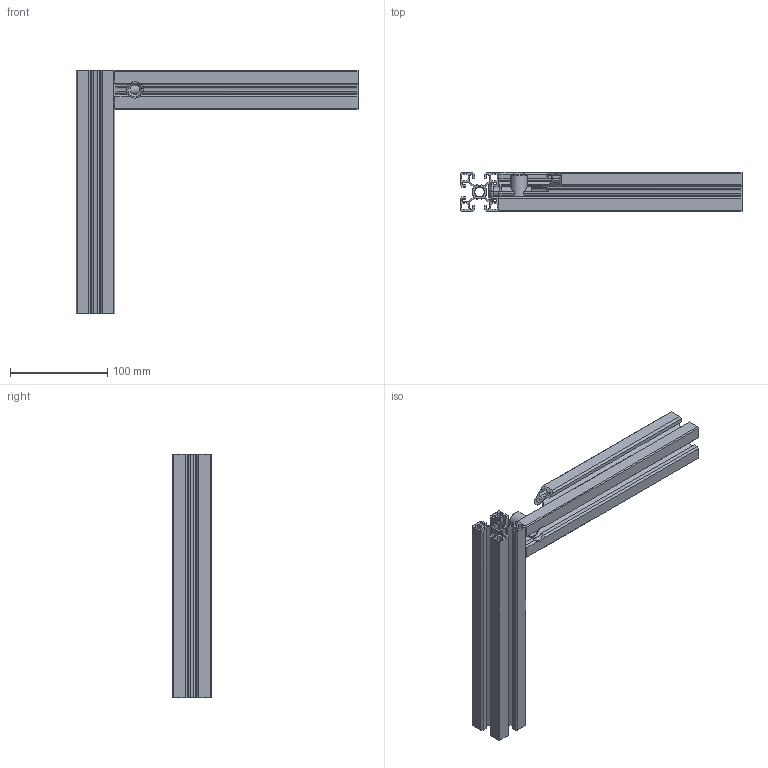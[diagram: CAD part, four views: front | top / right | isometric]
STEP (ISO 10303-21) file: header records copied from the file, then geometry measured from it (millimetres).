
FILE_DESCRIPTION (( 'STEP AP203' ), '1' );
FILE_NAME ('ÁÑ 10 ïàç óíèâåðñàë.STEP', '2023-01-25T07:28:20', ( '' ), ( '' ), 'SwSTEP 2.0', 'SolidWorks 2022', '' );
FILE_SCHEMA (( 'CONFIG_CONTROL_DESIGN' ));
Length unit declared in the file: millimetre
Products named in the file (7): БЫСТРЫЙ СОЕДИНИТЕЛЬ. ПАЗ 10 КРУГЛАЯ ШЛЯПКА.STEP; БС 40х40v_01; 2.STEP; БС 40х40v; _____.STEP; БС 10 паз универсал; ______.STEP
Assembly tree (6 placements, depth 3):
  БС 10 паз универсал
    БС 40х40v
    БС 40х40v_01
    БЫСТРЫЙ СОЕДИНИТЕЛЬ. ПАЗ 10 КРУГЛАЯ ШЛЯПКА.STEP
      _____.STEP
      2.STEP
      ______.STEP
Bounding box: 341.44 x 40 x 250 mm (x, y, z)
Volume: 252795 mm3; surface area: 248800.6 mm2
Topology: 6 solids, 6 shells, 496 faces, 1444 edges, 959 vertices
Faces by surface type: plane 289, cylinder 193, cone 10, torus 2, bspline 2
Entity records: 18796 total; most frequent: CARTESIAN_POINT 4930, ORIENTED_EDGE 2888, DIRECTION 2617, EDGE_CURVE 1444, LINE 967, VECTOR 967, VERTEX_POINT 959, AXIS2_PLACEMENT_3D 825
